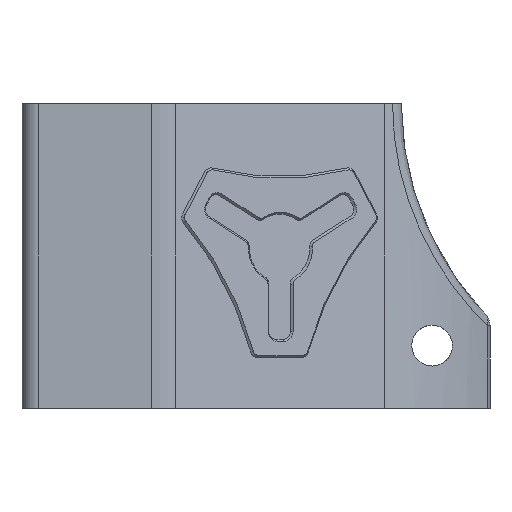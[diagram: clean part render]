
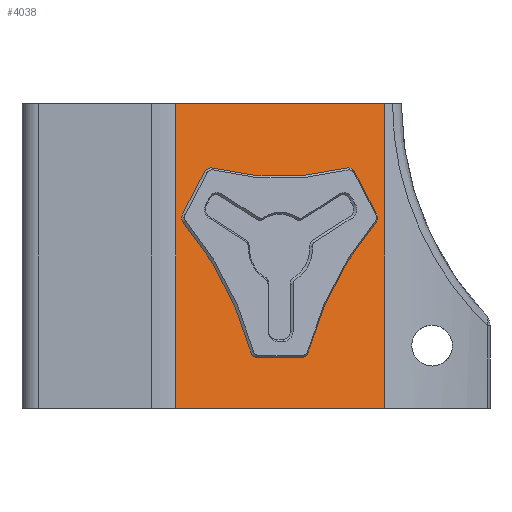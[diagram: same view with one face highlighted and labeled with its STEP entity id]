
A CAD part, front view. The second image highlights one B-rep face of the part: STEP entity #4038.
In plain terms, the highlighted planar face has unit normal (0.432, -0.902, 0).
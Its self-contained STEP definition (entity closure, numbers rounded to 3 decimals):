
#5 = DIRECTION ( 'NONE',  ( -0.432, 0.902, 0. ) ) ;
#100 = ORIENTED_EDGE ( 'NONE', *, *, #849, .T. ) ;
#110 = LINE ( 'NONE', #2341, #3878 ) ;
#139 = DIRECTION ( 'NONE',  ( -0.902, -0.432, 0. ) ) ;
#153 = CARTESIAN_POINT ( 'NONE',  ( 190.575, -35.816, -13.543 ) ) ;
#276 = DIRECTION ( 'NONE',  ( -0.432, 0.902, 0. ) ) ;
#353 = CARTESIAN_POINT ( 'NONE',  ( 190.458, -35.872, -14.027 ) ) ;
#374 = LINE ( 'NONE', #865, #3549 ) ;
#377 = DIRECTION ( 'NONE',  ( -0.432, 0.902, 0. ) ) ;
#512 = VERTEX_POINT ( 'NONE', #3745 ) ;
#589 = DIRECTION ( 'NONE',  ( -0.432, 0.902, 0. ) ) ;
#725 = DIRECTION ( 'NONE',  ( 0., 0., -1. ) ) ;
#849 = EDGE_CURVE ( 'NONE', #4963, #935, #6848, .T. ) ;
#865 = CARTESIAN_POINT ( 'NONE',  ( 214.332, -24.432, -13.543 ) ) ;
#916 = CARTESIAN_POINT ( 'NONE',  ( 191.332, -35.453, -14.027 ) ) ;
#935 = VERTEX_POINT ( 'NONE', #6163 ) ;
#988 = ORIENTED_EDGE ( 'NONE', *, *, #5163, .F. ) ;
#1025 = CARTESIAN_POINT ( 'NONE',  ( 189.733, -36.219, -37.41 ) ) ;
#1073 = ORIENTED_EDGE ( 'NONE', *, *, #2620, .T. ) ;
#1180 = VERTEX_POINT ( 'NONE', #7267 ) ;
#1188 = VERTEX_POINT ( 'NONE', #5329 ) ;
#1244 = CIRCLE ( 'NONE', #6669, 0.969 ) ;
#1338 = CARTESIAN_POINT ( 'NONE',  ( 211.639, -25.722, -8.369 ) ) ;
#1454 = ORIENTED_EDGE ( 'NONE', *, *, #1482, .T. ) ;
#1482 = EDGE_CURVE ( 'NONE', #6760, #512, #1244, .T. ) ;
#1515 = DIRECTION ( 'NONE',  ( 0.451, 0.216, -0.866 ) ) ;
#1564 = DIRECTION ( 'NONE',  ( -0.902, -0.432, 0. ) ) ;
#1574 = DIRECTION ( 'NONE',  ( -0.902, -0.432, 0. ) ) ;
#1676 = AXIS2_PLACEMENT_3D ( 'NONE', #8185, #4308, #3574 ) ;
#1687 = EDGE_CURVE ( 'NONE', #2197, #4903, #4939, .T. ) ;
#1728 = DIRECTION ( 'NONE',  ( -0.902, -0.432, 0. ) ) ;
#1832 = VERTEX_POINT ( 'NONE', #1338 ) ;
#1885 = ORIENTED_EDGE ( 'NONE', *, *, #6645, .T. ) ;
#1897 = VECTOR ( 'NONE', #4726, 1000. ) ;
#2002 = LINE ( 'NONE', #4255, #8015 ) ;
#2070 = CARTESIAN_POINT ( 'NONE',  ( 215.395, -23.922, 46.386 ) ) ;
#2197 = VERTEX_POINT ( 'NONE', #7042 ) ;
#2224 = VERTEX_POINT ( 'NONE', #7175 ) ;
#2341 = CARTESIAN_POINT ( 'NONE',  ( 215.395, -23.922, -0.01 ) ) ;
#2381 = VERTEX_POINT ( 'NONE', #6556 ) ;
#2404 = CARTESIAN_POINT ( 'NONE',  ( 210.882, -26.085, -8.854 ) ) ;
#2418 = VERTEX_POINT ( 'NONE', #153 ) ;
#2616 = EDGE_CURVE ( 'NONE', #6840, #7372, #5365, .T. ) ;
#2620 = EDGE_CURVE ( 'NONE', #1832, #6760, #374, .T. ) ;
#2665 = ORIENTED_EDGE ( 'NONE', *, *, #3456, .T. ) ;
#2723 = EDGE_CURVE ( 'NONE', #2381, #1832, #3430, .T. ) ;
#2769 = CARTESIAN_POINT ( 'NONE',  ( 214.332, -24.432, -13.543 ) ) ;
#2820 = ORIENTED_EDGE ( 'NONE', *, *, #7386, .T. ) ;
#2864 = DIRECTION ( 'NONE',  ( -0.902, -0.432, 0. ) ) ;
#2967 = AXIS2_PLACEMENT_3D ( 'NONE', #4386, #589, #7672 ) ;
#3086 = CARTESIAN_POINT ( 'NONE',  ( 205.984, -28.432, -30.494 ) ) ;
#3176 = EDGE_CURVE ( 'NONE', #512, #6840, #7098, .T. ) ;
#3225 = DIRECTION ( 'NONE',  ( -0.902, -0.432, 0. ) ) ;
#3430 = CIRCLE ( 'NONE', #4705, 0.969 ) ;
#3456 = EDGE_CURVE ( 'NONE', #7372, #2224, #7305, .T. ) ;
#3479 = DIRECTION ( 'NONE',  ( -0.432, 0.902, 0. ) ) ;
#3549 = VECTOR ( 'NONE', #1515, 1000. ) ;
#3568 = CARTESIAN_POINT ( 'NONE',  ( 205.147, -28.833, -30.215 ) ) ;
#3574 = DIRECTION ( 'NONE',  ( -0.902, -0.432, 0. ) ) ;
#3745 = CARTESIAN_POINT ( 'NONE',  ( 214.212, -24.489, -14.692 ) ) ;
#3878 = VECTOR ( 'NONE', #6930, 1000. ) ;
#3892 = CARTESIAN_POINT ( 'NONE',  ( 215.395, -23.922, -37.41 ) ) ;
#3904 = VERTEX_POINT ( 'NONE', #353 ) ;
#4036 = EDGE_LOOP ( 'NONE', ( #7346, #1073, #1454, #5299, #5780, #2665, #2820, #100, #1885, #7388, #5604, #5772, #7702 ) ) ;
#4038 = ADVANCED_FACE ( 'NONE', ( #4505, #8193 ), #4711, .T. ) ;
#4079 = CARTESIAN_POINT ( 'NONE',  ( 199.76, -31.414, -31.184 ) ) ;
#4165 = CIRCLE ( 'NONE', #6772, 0.969 ) ;
#4255 = CARTESIAN_POINT ( 'NONE',  ( 215.395, -23.922, 46.386 ) ) ;
#4264 = CIRCLE ( 'NONE', #5464, 0.969 ) ;
#4308 = DIRECTION ( 'NONE',  ( 0.432, -0.902, 0. ) ) ;
#4386 = CARTESIAN_POINT ( 'NONE',  ( 199.76, -31.414, -30.215 ) ) ;
#4413 = EDGE_CURVE ( 'NONE', #4522, #2381, #7432, .T. ) ;
#4471 = CARTESIAN_POINT ( 'NONE',  ( 205.147, -28.833, -31.184 ) ) ;
#4505 = FACE_OUTER_BOUND ( 'NONE', #5382, .T. ) ;
#4522 = VERTEX_POINT ( 'NONE', #6335 ) ;
#4630 = ORIENTED_EDGE ( 'NONE', *, *, #1687, .F. ) ;
#4648 = AXIS2_PLACEMENT_3D ( 'NONE', #6827, #4817, #5489 ) ;
#4705 = AXIS2_PLACEMENT_3D ( 'NONE', #2404, #6225, #1728 ) ;
#4711 = PLANE ( 'NONE',  #8110 ) ;
#4713 = VECTOR ( 'NONE', #6427, 1000. ) ;
#4726 = DIRECTION ( 'NONE',  ( -0.902, -0.432, 0. ) ) ;
#4758 = CARTESIAN_POINT ( 'NONE',  ( 164.61, -48.257, -41.926 ) ) ;
#4759 = CARTESIAN_POINT ( 'NONE',  ( 193.269, -34.525, -8.369 ) ) ;
#4817 = DIRECTION ( 'NONE',  ( 0.432, -0.902, 0. ) ) ;
#4903 = VERTEX_POINT ( 'NONE', #1025 ) ;
#4939 = LINE ( 'NONE', #3892, #4713 ) ;
#4963 = VERTEX_POINT ( 'NONE', #8330 ) ;
#5081 = VECTOR ( 'NONE', #6046, 1000. ) ;
#5163 = EDGE_CURVE ( 'NONE', #1188, #2197, #2002, .T. ) ;
#5202 = CIRCLE ( 'NONE', #7375, 0.969 ) ;
#5299 = ORIENTED_EDGE ( 'NONE', *, *, #3176, .T. ) ;
#5329 = CARTESIAN_POINT ( 'NONE',  ( 215.395, -23.922, -0.01 ) ) ;
#5365 = CIRCLE ( 'NONE', #5441, 0.969 ) ;
#5382 = EDGE_LOOP ( 'NONE', ( #7110, #7219, #4630, #988 ) ) ;
#5441 = AXIS2_PLACEMENT_3D ( 'NONE', #3568, #3479, #6838 ) ;
#5464 = AXIS2_PLACEMENT_3D ( 'NONE', #6710, #276, #1574 ) ;
#5483 = DIRECTION ( 'NONE',  ( -0.432, 0.902, 0. ) ) ;
#5489 = DIRECTION ( 'NONE',  ( -0.902, -0.432, 0. ) ) ;
#5494 = DIRECTION ( 'NONE',  ( -0.902, -0.432, 0. ) ) ;
#5604 = ORIENTED_EDGE ( 'NONE', *, *, #5831, .T. ) ;
#5772 = ORIENTED_EDGE ( 'NONE', *, *, #8181, .T. ) ;
#5780 = ORIENTED_EDGE ( 'NONE', *, *, #2616, .T. ) ;
#5831 = EDGE_CURVE ( 'NONE', #2418, #6656, #6824, .T. ) ;
#6046 = DIRECTION ( 'NONE',  ( 0.451, 0.216, 0.866 ) ) ;
#6163 = CARTESIAN_POINT ( 'NONE',  ( 190.695, -35.758, -14.692 ) ) ;
#6225 = DIRECTION ( 'NONE',  ( -0.432, 0.902, 0. ) ) ;
#6292 = AXIS2_PLACEMENT_3D ( 'NONE', #4758, #8002, #5494 ) ;
#6335 = CARTESIAN_POINT ( 'NONE',  ( 194.226, -34.066, -7.911 ) ) ;
#6427 = DIRECTION ( 'NONE',  ( -0.902, -0.432, 0. ) ) ;
#6452 = CARTESIAN_POINT ( 'NONE',  ( 191.332, -35.453, -14.027 ) ) ;
#6556 = CARTESIAN_POINT ( 'NONE',  ( 210.681, -26.181, -7.911 ) ) ;
#6645 = EDGE_CURVE ( 'NONE', #935, #3904, #5202, .T. ) ;
#6656 = VERTEX_POINT ( 'NONE', #8423 ) ;
#6669 = AXIS2_PLACEMENT_3D ( 'NONE', #6881, #377, #1564 ) ;
#6685 = DIRECTION ( 'NONE',  ( 0.432, -0.902, 0. ) ) ;
#6710 = CARTESIAN_POINT ( 'NONE',  ( 194.025, -34.162, -8.854 ) ) ;
#6725 = VECTOR ( 'NONE', #725, 1000. ) ;
#6760 = VERTEX_POINT ( 'NONE', #2769 ) ;
#6772 = AXIS2_PLACEMENT_3D ( 'NONE', #916, #5483, #2864 ) ;
#6824 = LINE ( 'NONE', #4759, #5081 ) ;
#6827 = CARTESIAN_POINT ( 'NONE',  ( 240.297, -11.99, -41.926 ) ) ;
#6838 = DIRECTION ( 'NONE',  ( -0.902, -0.432, 0. ) ) ;
#6840 = VERTEX_POINT ( 'NONE', #3086 ) ;
#6848 = CIRCLE ( 'NONE', #6292, 39.729 ) ;
#6881 = CARTESIAN_POINT ( 'NONE',  ( 213.576, -24.794, -14.027 ) ) ;
#6929 = EDGE_CURVE ( 'NONE', #1180, #1188, #110, .T. ) ;
#6930 = DIRECTION ( 'NONE',  ( 0.902, 0.432, 0. ) ) ;
#7042 = CARTESIAN_POINT ( 'NONE',  ( 215.395, -23.922, -37.41 ) ) ;
#7098 = CIRCLE ( 'NONE', #4648, 39.729 ) ;
#7110 = ORIENTED_EDGE ( 'NONE', *, *, #6929, .F. ) ;
#7145 = LINE ( 'NONE', #7235, #6725 ) ;
#7175 = CARTESIAN_POINT ( 'NONE',  ( 199.76, -31.414, -31.184 ) ) ;
#7219 = ORIENTED_EDGE ( 'NONE', *, *, #7233, .T. ) ;
#7233 = EDGE_CURVE ( 'NONE', #1180, #4903, #7145, .T. ) ;
#7235 = CARTESIAN_POINT ( 'NONE',  ( 189.733, -36.219, 46.386 ) ) ;
#7267 = CARTESIAN_POINT ( 'NONE',  ( 189.733, -36.219, -0.01 ) ) ;
#7305 = LINE ( 'NONE', #4079, #1897 ) ;
#7346 = ORIENTED_EDGE ( 'NONE', *, *, #2723, .T. ) ;
#7352 = CIRCLE ( 'NONE', #2967, 0.969 ) ;
#7372 = VERTEX_POINT ( 'NONE', #4471 ) ;
#7375 = AXIS2_PLACEMENT_3D ( 'NONE', #6452, #5, #3225 ) ;
#7386 = EDGE_CURVE ( 'NONE', #2224, #4963, #7352, .T. ) ;
#7388 = ORIENTED_EDGE ( 'NONE', *, *, #8359, .T. ) ;
#7430 = DIRECTION ( 'NONE',  ( 0., 0., -1. ) ) ;
#7432 = CIRCLE ( 'NONE', #1676, 39.729 ) ;
#7672 = DIRECTION ( 'NONE',  ( -0.902, -0.432, 0. ) ) ;
#7702 = ORIENTED_EDGE ( 'NONE', *, *, #4413, .T. ) ;
#8002 = DIRECTION ( 'NONE',  ( 0.432, -0.902, 0. ) ) ;
#8015 = VECTOR ( 'NONE', #7430, 1000. ) ;
#8110 = AXIS2_PLACEMENT_3D ( 'NONE', #2070, #6685, #139 ) ;
#8181 = EDGE_CURVE ( 'NONE', #6656, #4522, #4264, .T. ) ;
#8185 = CARTESIAN_POINT ( 'NONE',  ( 202.454, -30.124, 30.757 ) ) ;
#8193 = FACE_BOUND ( 'NONE', #4036, .T. ) ;
#8330 = CARTESIAN_POINT ( 'NONE',  ( 198.923, -31.815, -30.494 ) ) ;
#8359 = EDGE_CURVE ( 'NONE', #3904, #2418, #4165, .T. ) ;
#8423 = CARTESIAN_POINT ( 'NONE',  ( 193.269, -34.525, -8.369 ) ) ;
